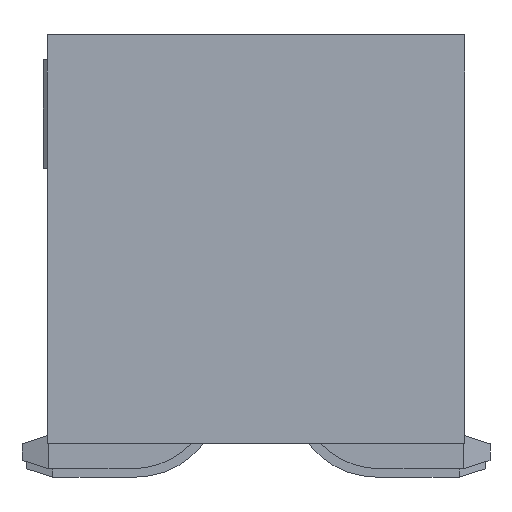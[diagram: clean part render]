
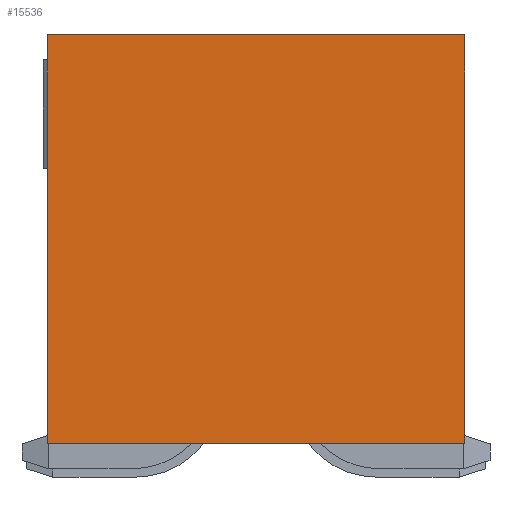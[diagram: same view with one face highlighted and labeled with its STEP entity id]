
A CAD part, front view. The second image highlights one B-rep face of the part: STEP entity #15536.
In plain terms, the highlighted face is planar.
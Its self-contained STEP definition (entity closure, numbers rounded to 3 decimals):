
#957=ORIENTED_EDGE('',*,*,#4046,.F.);
#958=ORIENTED_EDGE('',*,*,#4047,.F.);
#959=ORIENTED_EDGE('',*,*,#4048,.T.);
#960=ORIENTED_EDGE('',*,*,#4049,.T.);
#4046=EDGE_CURVE('',#5586,#5587,#6718,.T.);
#4047=EDGE_CURVE('',#5588,#5586,#6719,.T.);
#4048=EDGE_CURVE('',#5588,#5589,#6720,.T.);
#4049=EDGE_CURVE('',#5589,#5587,#6721,.T.);
#5586=VERTEX_POINT('',#20923);
#5587=VERTEX_POINT('',#20924);
#5588=VERTEX_POINT('',#20926);
#5589=VERTEX_POINT('',#20928);
#6718=LINE('',#20922,#8254);
#6719=LINE('',#20925,#8255);
#6720=LINE('',#20927,#8256);
#6721=LINE('',#20929,#8257);
#8254=VECTOR('',#17578,1000.);
#8255=VECTOR('',#17579,1000.);
#8256=VECTOR('',#17580,1000.);
#8257=VECTOR('',#17581,1000.);
#9362=EDGE_LOOP('',(#957,#958,#959,#960));
#10002=FACE_BOUND('',#9362,.T.);
#10622=PLANE('',#16162);
#15536=ADVANCED_FACE('',(#10002),#10622,.T.);
#16162=AXIS2_PLACEMENT_3D('',#20921,#17576,#17577);
#17576=DIRECTION('',(1.,0.,0.));
#17577=DIRECTION('',(0.,0.,-1.));
#17578=DIRECTION('',(0.,0.,-1.));
#17579=DIRECTION('',(0.,1.,0.));
#17580=DIRECTION('',(0.,0.,-1.));
#17581=DIRECTION('',(0.,1.,0.));
#20921=CARTESIAN_POINT('',(9.525,-2.5,2.45));
#20922=CARTESIAN_POINT('',(9.525,2.5,2.45));
#20923=CARTESIAN_POINT('',(9.525,2.5,2.45));
#20924=CARTESIAN_POINT('',(9.525,2.5,-2.45));
#20925=CARTESIAN_POINT('',(9.525,-2.5,2.45));
#20926=CARTESIAN_POINT('',(9.525,-2.5,2.45));
#20927=CARTESIAN_POINT('',(9.525,-2.5,2.45));
#20928=CARTESIAN_POINT('',(9.525,-2.5,-2.45));
#20929=CARTESIAN_POINT('',(9.525,-2.5,-2.45));
